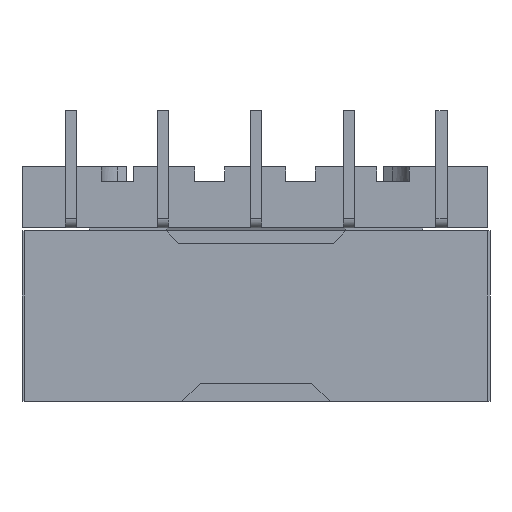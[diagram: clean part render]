
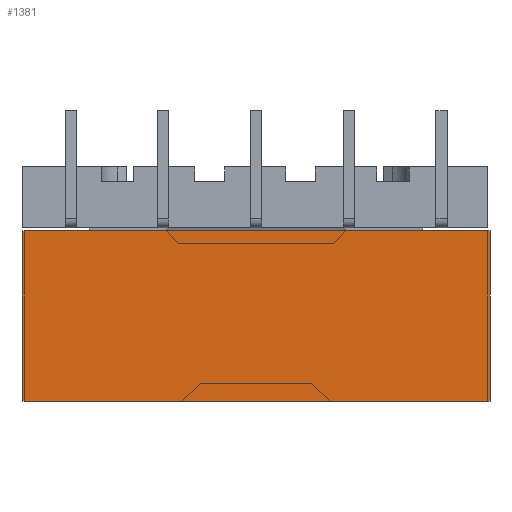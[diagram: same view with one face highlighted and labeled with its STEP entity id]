
A CAD part, front view. The second image highlights one B-rep face of the part: STEP entity #1381.
In plain terms, the highlighted free-form (B-spline) face has degree [1, 1] with [2, 2] control points.
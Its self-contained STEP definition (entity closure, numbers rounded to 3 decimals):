
#1296 = VERTEX_POINT('',#1297);
#1297 = CARTESIAN_POINT('',(17.725,-17.585,
    -8.357));
#1310 = VERTEX_POINT('',#1311);
#1311 = CARTESIAN_POINT('',(17.725,-17.585,
    4.565));
#1316 = EDGE_CURVE('',#1310,#1296,#1317,.T.);
#1317 = B_SPLINE_CURVE_WITH_KNOTS('',1,(#1318,#1319),.UNSPECIFIED.,.F.,
  .F.,(2,2),(0.,9.2),.PIECEWISE_BEZIER_KNOTS.);
#1318 = CARTESIAN_POINT('',(17.725,-17.585,
    4.565));
#1319 = CARTESIAN_POINT('',(17.725,-17.585,
    -8.357));
#1358 = VERTEX_POINT('',#1359);
#1359 = CARTESIAN_POINT('',(-17.725,-17.585,
    -8.357));
#1364 = EDGE_CURVE('',#1365,#1358,#1367,.T.);
#1365 = VERTEX_POINT('',#1366);
#1366 = CARTESIAN_POINT('',(-17.725,-17.585,
    4.565));
#1367 = B_SPLINE_CURVE_WITH_KNOTS('',1,(#1368,#1369),.UNSPECIFIED.,.F.,
  .F.,(2,2),(0.,9.2),.PIECEWISE_BEZIER_KNOTS.);
#1368 = CARTESIAN_POINT('',(-17.725,-17.585,
    4.565));
#1369 = CARTESIAN_POINT('',(-17.725,-17.585,
    -8.357));
#1381 = ADVANCED_FACE('',(#1382),#1396,.T.);
#1382 = FACE_BOUND('',#1383,.T.);
#1383 = EDGE_LOOP('',(#1384,#1389,#1390,#1395));
#1384 = ORIENTED_EDGE('',*,*,#1385,.F.);
#1385 = EDGE_CURVE('',#1296,#1358,#1386,.T.);
#1386 = B_SPLINE_CURVE_WITH_KNOTS('',1,(#1387,#1388),.UNSPECIFIED.,.F.,
  .F.,(2,2),(-0.12,25.12),.PIECEWISE_BEZIER_KNOTS.);
#1387 = CARTESIAN_POINT('',(17.725,-17.585,
    -8.357));
#1388 = CARTESIAN_POINT('',(-17.725,-17.585,
    -8.357));
#1389 = ORIENTED_EDGE('',*,*,#1316,.F.);
#1390 = ORIENTED_EDGE('',*,*,#1391,.T.);
#1391 = EDGE_CURVE('',#1310,#1365,#1392,.T.);
#1392 = B_SPLINE_CURVE_WITH_KNOTS('',1,(#1393,#1394),.UNSPECIFIED.,.F.,
  .F.,(2,2),(-0.12,25.12),.PIECEWISE_BEZIER_KNOTS.);
#1393 = CARTESIAN_POINT('',(17.725,-17.585,
    4.565));
#1394 = CARTESIAN_POINT('',(-17.725,-17.585,
    4.565));
#1395 = ORIENTED_EDGE('',*,*,#1364,.T.);
#1396 = B_SPLINE_SURFACE_WITH_KNOTS('',1,1,(
    (#1397,#1398)
    ,(#1399,#1400
    )),.UNSPECIFIED.,.F.,.F.,.F.,(2,2),(2,2),(0.,9.2),(-25.12,0.12),
  .PIECEWISE_BEZIER_KNOTS.);
#1397 = CARTESIAN_POINT('',(-17.725,-17.585,
    4.565));
#1398 = CARTESIAN_POINT('',(17.725,-17.585,
    4.565));
#1399 = CARTESIAN_POINT('',(-17.725,-17.585,
    -8.357));
#1400 = CARTESIAN_POINT('',(17.725,-17.585,
    -8.357));
